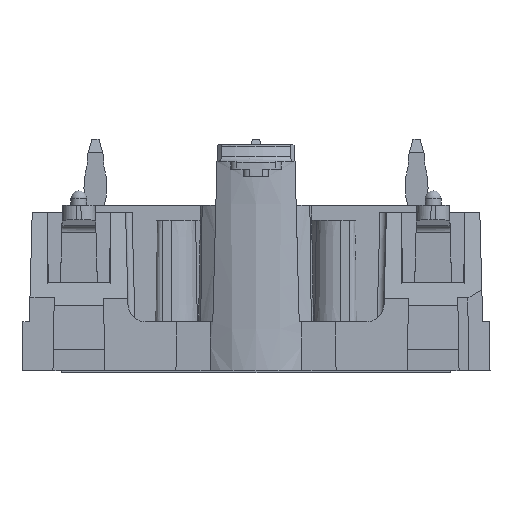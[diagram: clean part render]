
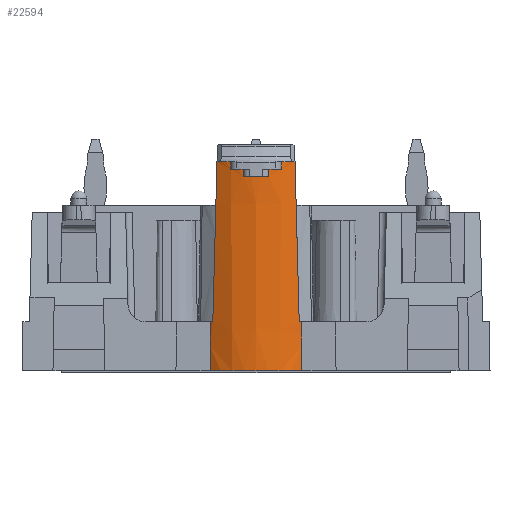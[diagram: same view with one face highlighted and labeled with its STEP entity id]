
A CAD part, left-side view. The second image highlights one B-rep face of the part: STEP entity #22594.
In plain terms, the highlighted conical face has half-angle 0.516 degrees and reference radius 5.5 mm.
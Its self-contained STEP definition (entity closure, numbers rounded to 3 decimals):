
#55=B_SPLINE_CURVE_WITH_KNOTS('',3,(#31776,#31777,#31778,#31779,#31780,
#31781,#31782),.UNSPECIFIED.,.F.,.F.,(4,3,4),(0.002,0.002,
0.002),.UNSPECIFIED.);
#56=B_SPLINE_CURVE_WITH_KNOTS('',3,(#31786,#31787,#31788,#31789,#31790,
#31791,#31792),.UNSPECIFIED.,.F.,.F.,(4,3,4),(0.002,0.002,
0.002),.UNSPECIFIED.);
#57=B_SPLINE_CURVE_WITH_KNOTS('',3,(#31796,#31797,#31798,#31799,#31800,
#31801,#31802),.UNSPECIFIED.,.F.,.F.,(4,3,4),(0.002,0.002,
0.003),.UNSPECIFIED.);
#58=B_SPLINE_CURVE_WITH_KNOTS('',3,(#31806,#31807,#31808,#31809,#31810,
#31811,#31812),.UNSPECIFIED.,.F.,.F.,(4,3,4),(0.002,0.002,
0.002),.UNSPECIFIED.);
#94=CONICAL_SURFACE('',#23769,5.5,0.009);
#227=ELLIPSE('',#23706,248.172,3.71);
#243=ELLIPSE('',#23770,283.039,6.957);
#244=ELLIPSE('',#23775,283.039,6.957);
#245=ELLIPSE('',#23776,248.172,3.71);
#290=CIRCLE('',#23278,5.469);
#399=CIRCLE('',#23661,5.5);
#402=CIRCLE('',#23666,5.5);
#419=CIRCLE('',#23689,5.6);
#422=CIRCLE('',#23771,5.595);
#423=CIRCLE('',#23772,5.591);
#424=CIRCLE('',#23773,5.595);
#425=CIRCLE('',#23774,5.6);
#2680=ORIENTED_EDGE('',*,*,#6097,.F.);
#2681=ORIENTED_EDGE('',*,*,#6773,.F.);
#2682=ORIENTED_EDGE('',*,*,#6713,.T.);
#2683=ORIENTED_EDGE('',*,*,#6881,.F.);
#2684=ORIENTED_EDGE('',*,*,#6750,.T.);
#2685=ORIENTED_EDGE('',*,*,#6882,.T.);
#2686=ORIENTED_EDGE('',*,*,#6883,.T.);
#2687=ORIENTED_EDGE('',*,*,#6884,.T.);
#2688=ORIENTED_EDGE('',*,*,#6885,.T.);
#2689=ORIENTED_EDGE('',*,*,#6886,.T.);
#2690=ORIENTED_EDGE('',*,*,#6887,.T.);
#2691=ORIENTED_EDGE('',*,*,#6888,.T.);
#2692=ORIENTED_EDGE('',*,*,#6889,.T.);
#2693=ORIENTED_EDGE('',*,*,#6890,.F.);
#2694=ORIENTED_EDGE('',*,*,#6718,.T.);
#2695=ORIENTED_EDGE('',*,*,#6891,.T.);
#6097=EDGE_CURVE('',#8537,#8538,#290,.F.);
#6713=EDGE_CURVE('',#8964,#8965,#399,.T.);
#6718=EDGE_CURVE('',#8966,#8970,#402,.T.);
#6750=EDGE_CURVE('',#9001,#9000,#419,.T.);
#6773=EDGE_CURVE('',#8964,#8537,#227,.T.);
#6881=EDGE_CURVE('',#9001,#8965,#243,.F.);
#6882=EDGE_CURVE('',#9000,#9072,#55,.T.);
#6883=EDGE_CURVE('',#9072,#9073,#422,.T.);
#6884=EDGE_CURVE('',#9073,#9074,#56,.T.);
#6885=EDGE_CURVE('',#9074,#9075,#423,.T.);
#6886=EDGE_CURVE('',#9075,#9076,#57,.T.);
#6887=EDGE_CURVE('',#9076,#9077,#424,.T.);
#6888=EDGE_CURVE('',#9077,#9078,#58,.T.);
#6889=EDGE_CURVE('',#9078,#9079,#425,.T.);
#6890=EDGE_CURVE('',#8966,#9079,#244,.F.);
#6891=EDGE_CURVE('',#8970,#8538,#245,.F.);
#8537=VERTEX_POINT('',#29923);
#8538=VERTEX_POINT('',#29925);
#8964=VERTEX_POINT('',#31404);
#8965=VERTEX_POINT('',#31407);
#8966=VERTEX_POINT('',#31411);
#8970=VERTEX_POINT('',#31418);
#9000=VERTEX_POINT('',#31483);
#9001=VERTEX_POINT('',#31485);
#9072=VERTEX_POINT('',#31783);
#9073=VERTEX_POINT('',#31785);
#9074=VERTEX_POINT('',#31793);
#9075=VERTEX_POINT('',#31795);
#9076=VERTEX_POINT('',#31803);
#9077=VERTEX_POINT('',#31805);
#9078=VERTEX_POINT('',#31813);
#9079=VERTEX_POINT('',#31815);
#13910=EDGE_LOOP('',(#2680,#2681,#2682,#2683,#2684,#2685,#2686,#2687,#2688,
#2689,#2690,#2691,#2692,#2693,#2694,#2695));
#14864=FACE_BOUND('',#13910,.T.);
#22594=ADVANCED_FACE('',(#14864),#94,.T.);
#23278=AXIS2_PLACEMENT_3D('',#29924,#25004,#25005);
#23661=AXIS2_PLACEMENT_3D('',#31408,#26166,#26167);
#23666=AXIS2_PLACEMENT_3D('',#31419,#26177,#26178);
#23689=AXIS2_PLACEMENT_3D('',#31484,#26235,#26236);
#23706=AXIS2_PLACEMENT_3D('',#31531,#26280,#26281);
#23769=AXIS2_PLACEMENT_3D('',#31774,#26496,#26497);
#23770=AXIS2_PLACEMENT_3D('',#31775,#26498,#26499);
#23771=AXIS2_PLACEMENT_3D('',#31784,#26500,#26501);
#23772=AXIS2_PLACEMENT_3D('',#31794,#26502,#26503);
#23773=AXIS2_PLACEMENT_3D('',#31804,#26504,#26505);
#23774=AXIS2_PLACEMENT_3D('',#31814,#26506,#26507);
#23775=AXIS2_PLACEMENT_3D('',#31816,#26508,#26509);
#23776=AXIS2_PLACEMENT_3D('',#31817,#26510,#26511);
#25004=DIRECTION('',(0.,0.,1.));
#25005=DIRECTION('',(1.,0.,0.));
#26166=DIRECTION('',(0.,0.,-1.));
#26167=DIRECTION('',(-1.,0.,0.));
#26177=DIRECTION('',(0.,0.,-1.));
#26178=DIRECTION('',(-1.,0.,0.));
#26235=DIRECTION('',(0.,0.,-1.));
#26236=DIRECTION('',(-1.,0.,0.));
#26280=DIRECTION('',(1.,0.,0.017));
#26281=DIRECTION('',(-0.017,0.,1.));
#26496=DIRECTION('',(0.,0.,1.));
#26497=DIRECTION('',(-1.,0.,0.));
#26498=DIRECTION('',(0.,1.,-0.026));
#26499=DIRECTION('',(0.,0.026,1.));
#26500=DIRECTION('',(0.,0.,-1.));
#26501=DIRECTION('',(-1.,0.,0.));
#26502=DIRECTION('',(0.,0.,-1.));
#26503=DIRECTION('',(-1.,0.,0.));
#26504=DIRECTION('',(0.,0.,-1.));
#26505=DIRECTION('',(-1.,0.,0.));
#26506=DIRECTION('',(0.,0.,-1.));
#26507=DIRECTION('',(-1.,0.,0.));
#26508=DIRECTION('',(0.,-1.,-0.026));
#26509=DIRECTION('',(0.,-0.026,1.));
#26510=DIRECTION('',(1.,0.,0.017));
#26511=DIRECTION('',(-0.017,0.,1.));
#29923=CARTESIAN_POINT('',(-31.941,-3.193,0.));
#29924=CARTESIAN_POINT('',(-27.5,0.,0.));
#29925=CARTESIAN_POINT('',(-31.941,3.193,0.));
#31404=CARTESIAN_POINT('',(-32.,-3.162,3.4));
#31407=CARTESIAN_POINT('',(-32.11,-3.,3.4));
#31408=CARTESIAN_POINT('',(-27.5,0.,3.4));
#31411=CARTESIAN_POINT('',(-32.11,3.,3.4));
#31418=CARTESIAN_POINT('',(-32.,3.162,3.4));
#31419=CARTESIAN_POINT('',(-27.5,0.,3.4));
#31483=CARTESIAN_POINT('',(-32.82,-1.75,14.5));
#31484=CARTESIAN_POINT('',(-27.5,0.,14.5));
#31485=CARTESIAN_POINT('',(-32.401,-2.709,14.5));
#31531=CARTESIAN_POINT('',(-29.735,0.,-126.336));
#31774=CARTESIAN_POINT('',(-27.5,0.,3.4));
#31775=CARTESIAN_POINT('',(-27.5,2.549,215.309));
#31776=CARTESIAN_POINT('',(-32.82,-1.75,14.5));
#31777=CARTESIAN_POINT('',(-32.818,-1.75,14.383));
#31778=CARTESIAN_POINT('',(-32.817,-1.75,14.266));
#31779=CARTESIAN_POINT('',(-32.816,-1.75,14.15));
#31780=CARTESIAN_POINT('',(-32.816,-1.75,14.1));
#31781=CARTESIAN_POINT('',(-32.815,-1.75,14.05));
#31782=CARTESIAN_POINT('',(-32.815,-1.75,14.));
#31783=CARTESIAN_POINT('',(-32.815,-1.75,14.));
#31784=CARTESIAN_POINT('',(-27.5,0.,14.));
#31785=CARTESIAN_POINT('',(-33.023,-0.9,14.));
#31786=CARTESIAN_POINT('',(-33.023,-0.9,14.));
#31787=CARTESIAN_POINT('',(-33.021,-0.9,13.875));
#31788=CARTESIAN_POINT('',(-33.02,-0.9,13.75));
#31789=CARTESIAN_POINT('',(-33.019,-0.9,13.625));
#31790=CARTESIAN_POINT('',(-33.019,-0.9,13.583));
#31791=CARTESIAN_POINT('',(-33.018,-0.9,13.542));
#31792=CARTESIAN_POINT('',(-33.018,-0.9,13.5));
#31793=CARTESIAN_POINT('',(-33.018,-0.9,13.5));
#31794=CARTESIAN_POINT('',(-27.5,0.,13.5));
#31795=CARTESIAN_POINT('',(-33.018,0.9,13.5));
#31796=CARTESIAN_POINT('',(-33.018,0.9,13.5));
#31797=CARTESIAN_POINT('',(-33.018,0.9,13.542));
#31798=CARTESIAN_POINT('',(-33.019,0.9,13.583));
#31799=CARTESIAN_POINT('',(-33.019,0.9,13.625));
#31800=CARTESIAN_POINT('',(-33.02,0.9,13.75));
#31801=CARTESIAN_POINT('',(-33.021,0.9,13.875));
#31802=CARTESIAN_POINT('',(-33.023,0.9,14.));
#31803=CARTESIAN_POINT('',(-33.023,0.9,14.));
#31804=CARTESIAN_POINT('',(-27.5,0.,14.));
#31805=CARTESIAN_POINT('',(-32.815,1.75,14.));
#31806=CARTESIAN_POINT('',(-32.815,1.75,14.));
#31807=CARTESIAN_POINT('',(-32.815,1.75,14.05));
#31808=CARTESIAN_POINT('',(-32.816,1.75,14.1));
#31809=CARTESIAN_POINT('',(-32.816,1.75,14.15));
#31810=CARTESIAN_POINT('',(-32.817,1.75,14.266));
#31811=CARTESIAN_POINT('',(-32.818,1.75,14.383));
#31812=CARTESIAN_POINT('',(-32.82,1.75,14.5));
#31813=CARTESIAN_POINT('',(-32.82,1.75,14.5));
#31814=CARTESIAN_POINT('',(-27.5,0.,14.5));
#31815=CARTESIAN_POINT('',(-32.401,2.709,14.5));
#31816=CARTESIAN_POINT('',(-27.5,-2.549,215.309));
#31817=CARTESIAN_POINT('',(-29.735,0.,-126.336));
